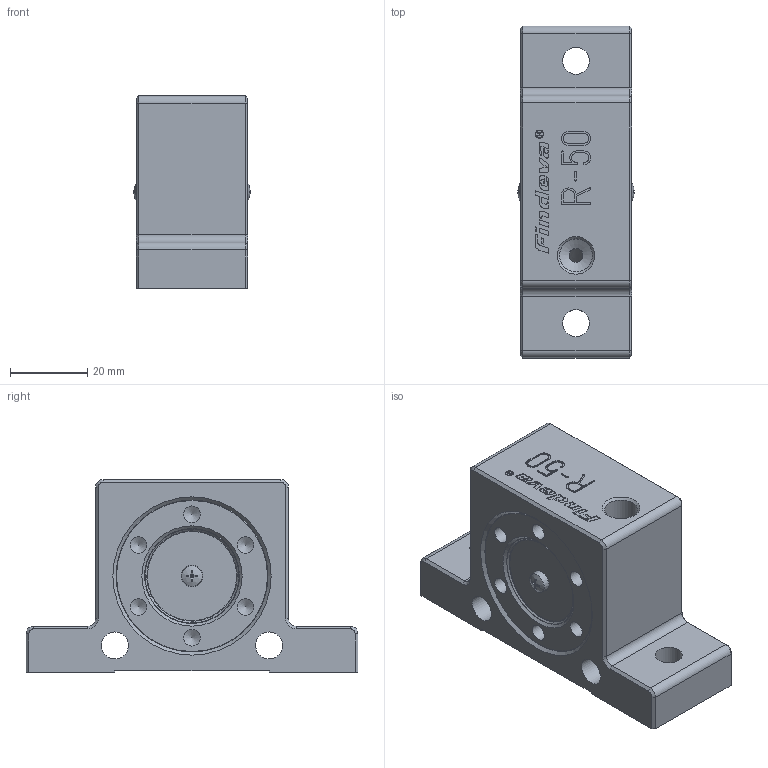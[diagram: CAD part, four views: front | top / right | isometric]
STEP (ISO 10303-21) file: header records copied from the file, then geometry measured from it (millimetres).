
FILE_DESCRIPTION((''),'2;1');
FILE_NAME('3050-00-M.stp','2012-03-28T16:29:24',('Petr'),(''),'Autodesk Inventor 2011','Autodesk Inventor 2011','');
FILE_SCHEMA(('CONFIG_CONTROL_DESIGN'));
Length unit declared in the file: millimetre
Products named in the file (1): 3050-00-M
Bounding box: 30.14 x 86 x 50 mm (x, y, z)
Volume: 75592.7 mm3; surface area: 18623.3 mm2
Topology: 1 solids, 3 shells, 373 faces, 942 edges, 615 vertices
Faces by surface type: plane 187, cylinder 92, cone 72, torus 12, bspline 8, sphere 2
Full cylindrical faces by diameter (mm): 1.877 x1, 2.087 x1, 2.2 x12, 2.9 x2, 3.6 x1, 4.3 x12, 7 x4, 8.566 x2, 39.376 x2
Entity records: 11087 total; most frequent: CARTESIAN_POINT 2333, DIRECTION 1747, ORIENTED_EDGE 1628, EDGE_CURVE 814, AXIS2_PLACEMENT_3D 634, VERTEX_POINT 572, EDGE_LOOP 510, VECTOR 479
